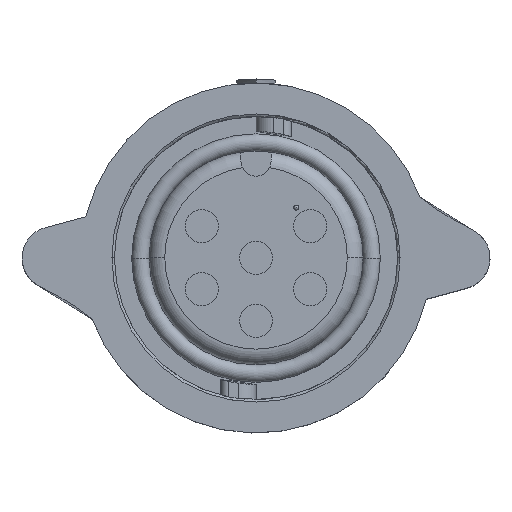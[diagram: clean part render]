
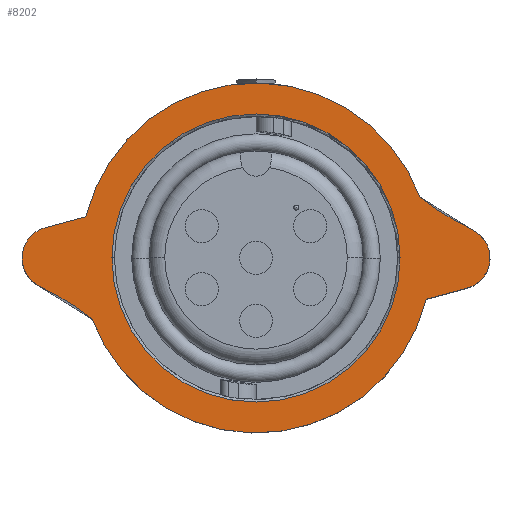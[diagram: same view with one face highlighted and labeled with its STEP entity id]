
A CAD part, top view. The second image highlights one B-rep face of the part: STEP entity #8202.
In plain terms, the highlighted planar face has unit normal (0, 0, 1).
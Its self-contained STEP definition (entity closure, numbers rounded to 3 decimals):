
#9 = DIRECTION ( 'NONE',  ( -1., 0., 0. ) ) ;
#75 = EDGE_LOOP ( 'NONE', ( #7678, #10526, #12143, #12507, #581, #12542, #9538, #11354, #12056 ) ) ;
#268 = CIRCLE ( 'NONE', #4717, 8.839 ) ;
#581 = ORIENTED_EDGE ( 'NONE', *, *, #9477, .T. ) ;
#733 = CARTESIAN_POINT ( 'NONE',  ( -10.232, 0., 3.863 ) ) ;
#856 = DIRECTION ( 'NONE',  ( 0., 0., -1. ) ) ;
#965 = FACE_OUTER_BOUND ( 'NONE', #75, .T. ) ;
#1031 = CARTESIAN_POINT ( 'NONE',  ( 0., -8.839, 3.863 ) ) ;
#1294 = AXIS2_PLACEMENT_3D ( 'NONE', #2810, #6849, #1821 ) ;
#1384 = CARTESIAN_POINT ( 'NONE',  ( -17.196, -14.478, 3.863 ) ) ;
#1455 = DIRECTION ( 'NONE',  ( 0.966, 0.259, 0. ) ) ;
#1583 = CIRCLE ( 'NONE', #8543, 14.478 ) ;
#1664 = CARTESIAN_POINT ( 'NONE',  ( 0., 0., 3.863 ) ) ;
#1821 = DIRECTION ( 'NONE',  ( -1., 0., 0. ) ) ;
#1843 = DIRECTION ( 'NONE',  ( -1., 0., 0. ) ) ;
#1969 = AXIS2_PLACEMENT_3D ( 'NONE', #7062, #11249, #2237 ) ;
#2053 = CARTESIAN_POINT ( 'NONE',  ( 8.292, 3.061, 3.863 ) ) ;
#2195 = AXIS2_PLACEMENT_3D ( 'NONE', #1664, #856, #4710 ) ;
#2237 = DIRECTION ( 'NONE',  ( -1., 0., 0. ) ) ;
#2270 = VERTEX_POINT ( 'NONE', #10024 ) ;
#2283 = VERTEX_POINT ( 'NONE', #2053 ) ;
#2497 = DIRECTION ( 'NONE',  ( 0., 0., -1. ) ) ;
#2579 = CARTESIAN_POINT ( 'NONE',  ( -10.643, 1.533, 3.863 ) ) ;
#2585 = AXIS2_PLACEMENT_3D ( 'NONE', #10867, #8851, #1843 ) ;
#2607 = VERTEX_POINT ( 'NONE', #6728 ) ;
#2809 = CARTESIAN_POINT ( 'NONE',  ( 0., 0., 3.863 ) ) ;
#2810 = CARTESIAN_POINT ( 'NONE',  ( -10.232, 0., 3.863 ) ) ;
#2946 = DIRECTION ( 'NONE',  ( 0., 0., -1. ) ) ;
#3021 = AXIS2_PLACEMENT_3D ( 'NONE', #733, #8802, #5720 ) ;
#3079 = PLANE ( 'NONE',  #7906 ) ;
#3230 = VERTEX_POINT ( 'NONE', #4415 ) ;
#3595 = EDGE_CURVE ( 'NONE', #3230, #8667, #10226, .T. ) ;
#3865 = CIRCLE ( 'NONE', #3021, 1.587 ) ;
#3946 = FACE_BOUND ( 'NONE', #5855, .T. ) ;
#4415 = CARTESIAN_POINT ( 'NONE',  ( 8.59, -2.084, 3.863 ) ) ;
#4507 = CARTESIAN_POINT ( 'NONE',  ( -10.643, 1.533, 3.863 ) ) ;
#4543 = VERTEX_POINT ( 'NONE', #2579 ) ;
#4554 = DIRECTION ( 'NONE',  ( -1., 0., 0. ) ) ;
#4710 = DIRECTION ( 'NONE',  ( 1., 0., 0. ) ) ;
#4715 = CIRCLE ( 'NONE', #1969, 8.839 ) ;
#4717 = AXIS2_PLACEMENT_3D ( 'NONE', #8009, #11019, #9 ) ;
#5081 = DIRECTION ( 'NONE',  ( 1., 0., 0. ) ) ;
#5086 = AXIS2_PLACEMENT_3D ( 'NONE', #12374, #9546, #9356 ) ;
#5287 = CARTESIAN_POINT ( 'NONE',  ( 10.643, -1.533, 3.863 ) ) ;
#5318 = ORIENTED_EDGE ( 'NONE', *, *, #6744, .T. ) ;
#5609 = EDGE_CURVE ( 'NONE', #4543, #9303, #3865, .T. ) ;
#5720 = DIRECTION ( 'NONE',  ( -1., 0., 0. ) ) ;
#5791 = EDGE_CURVE ( 'NONE', #2283, #6842, #4715, .T. ) ;
#5855 = EDGE_LOOP ( 'NONE', ( #8155, #5318 ) ) ;
#6495 = LINE ( 'NONE', #4507, #8289 ) ;
#6571 = VERTEX_POINT ( 'NONE', #9068 ) ;
#6573 = VECTOR ( 'NONE', #1455, 1000. ) ;
#6655 = DIRECTION ( 'NONE',  ( 0., 0., -1. ) ) ;
#6728 = CARTESIAN_POINT ( 'NONE',  ( -10.92, -1.431, 3.863 ) ) ;
#6744 = EDGE_CURVE ( 'NONE', #7860, #8370, #11853, .T. ) ;
#6758 = CIRCLE ( 'NONE', #5086, 14.478 ) ;
#6842 = VERTEX_POINT ( 'NONE', #12200 ) ;
#6849 = DIRECTION ( 'NONE',  ( 0., 0., 1. ) ) ;
#6977 = AXIS2_PLACEMENT_3D ( 'NONE', #2809, #6655, #10902 ) ;
#7062 = CARTESIAN_POINT ( 'NONE',  ( 0., 0., 3.863 ) ) ;
#7678 = ORIENTED_EDGE ( 'NONE', *, *, #8761, .T. ) ;
#7860 = VERTEX_POINT ( 'NONE', #12955 ) ;
#7906 = AXIS2_PLACEMENT_3D ( 'NONE', #1031, #2946, #5081 ) ;
#8000 = EDGE_CURVE ( 'NONE', #2607, #6571, #1583, .T. ) ;
#8009 = CARTESIAN_POINT ( 'NONE',  ( 0., 0., 3.863 ) ) ;
#8155 = ORIENTED_EDGE ( 'NONE', *, *, #8850, .T. ) ;
#8202 = ADVANCED_FACE ( 'NONE', ( #3946, #965 ), #3079, .F. ) ;
#8289 = VECTOR ( 'NONE', #8537, 1000. ) ;
#8370 = VERTEX_POINT ( 'NONE', #9350 ) ;
#8537 = DIRECTION ( 'NONE',  ( -0.966, -0.259, 0. ) ) ;
#8543 = AXIS2_PLACEMENT_3D ( 'NONE', #1384, #2497, #4554 ) ;
#8667 = VERTEX_POINT ( 'NONE', #5287 ) ;
#8761 = EDGE_CURVE ( 'NONE', #2270, #2283, #6758, .T. ) ;
#8802 = DIRECTION ( 'NONE',  ( 0., 0., 1. ) ) ;
#8850 = EDGE_CURVE ( 'NONE', #8370, #7860, #9703, .T. ) ;
#8851 = DIRECTION ( 'NONE',  ( 0., 0., 1. ) ) ;
#8878 = CIRCLE ( 'NONE', #1294, 1.587 ) ;
#9068 = CARTESIAN_POINT ( 'NONE',  ( -8.292, -3.061, 3.863 ) ) ;
#9131 = CARTESIAN_POINT ( 'NONE',  ( -11.82, 0., 3.863 ) ) ;
#9303 = VERTEX_POINT ( 'NONE', #9131 ) ;
#9350 = CARTESIAN_POINT ( 'NONE',  ( 7.277, 0., 3.863 ) ) ;
#9356 = DIRECTION ( 'NONE',  ( -1., 0., 0. ) ) ;
#9477 = EDGE_CURVE ( 'NONE', #9303, #2607, #8878, .T. ) ;
#9538 = ORIENTED_EDGE ( 'NONE', *, *, #13015, .T. ) ;
#9546 = DIRECTION ( 'NONE',  ( 0., 0., -1. ) ) ;
#9703 = CIRCLE ( 'NONE', #6977, 7.277 ) ;
#9738 = CIRCLE ( 'NONE', #2585, 1.588 ) ;
#10024 = CARTESIAN_POINT ( 'NONE',  ( 10.92, 1.431, 3.863 ) ) ;
#10226 = LINE ( 'NONE', #10479, #6573 ) ;
#10479 = CARTESIAN_POINT ( 'NONE',  ( 10.643, -1.533, 3.863 ) ) ;
#10526 = ORIENTED_EDGE ( 'NONE', *, *, #5791, .T. ) ;
#10867 = CARTESIAN_POINT ( 'NONE',  ( 10.232, 0., 3.863 ) ) ;
#10902 = DIRECTION ( 'NONE',  ( 1., 0., 0. ) ) ;
#11019 = DIRECTION ( 'NONE',  ( 0., 0., 1. ) ) ;
#11249 = DIRECTION ( 'NONE',  ( 0., 0., 1. ) ) ;
#11354 = ORIENTED_EDGE ( 'NONE', *, *, #3595, .T. ) ;
#11853 = CIRCLE ( 'NONE', #2195, 7.277 ) ;
#12056 = ORIENTED_EDGE ( 'NONE', *, *, #12239, .T. ) ;
#12077 = EDGE_CURVE ( 'NONE', #6842, #4543, #6495, .T. ) ;
#12143 = ORIENTED_EDGE ( 'NONE', *, *, #12077, .T. ) ;
#12200 = CARTESIAN_POINT ( 'NONE',  ( -8.59, 2.084, 3.863 ) ) ;
#12239 = EDGE_CURVE ( 'NONE', #8667, #2270, #9738, .T. ) ;
#12374 = CARTESIAN_POINT ( 'NONE',  ( 17.196, 14.478, 3.863 ) ) ;
#12507 = ORIENTED_EDGE ( 'NONE', *, *, #5609, .T. ) ;
#12542 = ORIENTED_EDGE ( 'NONE', *, *, #8000, .T. ) ;
#12955 = CARTESIAN_POINT ( 'NONE',  ( -7.277, 0., 3.863 ) ) ;
#13015 = EDGE_CURVE ( 'NONE', #6571, #3230, #268, .T. ) ;
